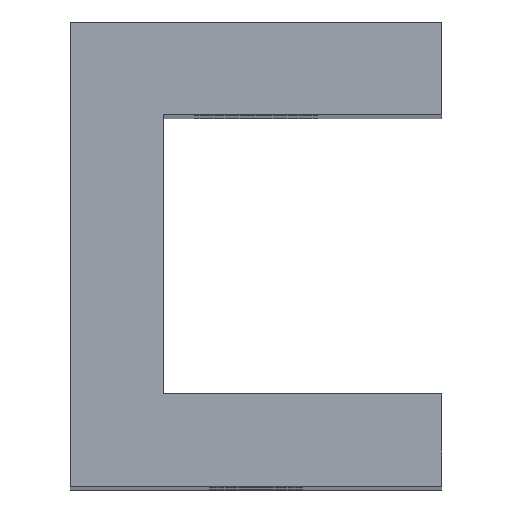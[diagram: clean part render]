
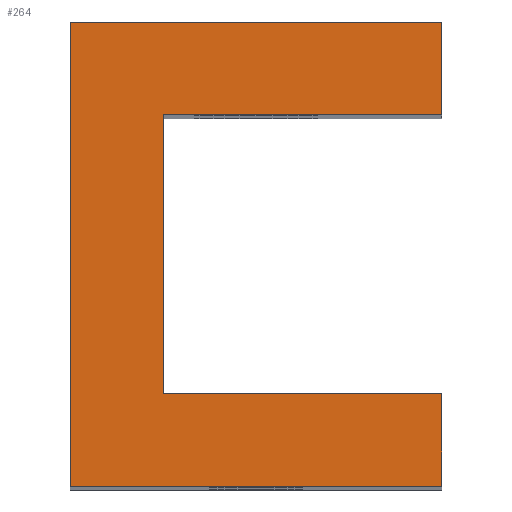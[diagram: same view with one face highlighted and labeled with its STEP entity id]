
A CAD part, top view. The second image highlights one B-rep face of the part: STEP entity #264.
In plain terms, the highlighted planar face has unit normal (0, 0, 1).
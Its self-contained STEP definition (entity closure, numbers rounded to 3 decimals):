
#16=LINE('',#409,#40);
#22=LINE('',#421,#46);
#24=LINE('',#424,#48);
#25=LINE('',#427,#49);
#26=LINE('',#429,#50);
#27=LINE('',#431,#51);
#28=LINE('',#433,#52);
#29=LINE('',#434,#53);
#40=VECTOR('',#342,10.);
#46=VECTOR('',#350,10.);
#48=VECTOR('',#354,10.);
#49=VECTOR('',#357,10.);
#50=VECTOR('',#358,10.);
#51=VECTOR('',#359,10.);
#52=VECTOR('',#360,10.);
#53=VECTOR('',#361,10.);
#66=PLANE('',#306);
#92=FACE_OUTER_BOUND('',#114,.T.);
#114=EDGE_LOOP('',(#213,#214,#215,#216,#217,#218,#219,#220));
#141=VERTEX_POINT('',#405);
#143=VERTEX_POINT('',#408);
#146=VERTEX_POINT('',#415);
#148=VERTEX_POINT('',#419);
#149=VERTEX_POINT('',#426);
#150=VERTEX_POINT('',#428);
#151=VERTEX_POINT('',#430);
#152=VERTEX_POINT('',#432);
#166=EDGE_CURVE('',#143,#141,#16,.T.);
#172=EDGE_CURVE('',#146,#148,#22,.T.);
#174=EDGE_CURVE('',#148,#143,#24,.T.);
#175=EDGE_CURVE('',#141,#149,#25,.T.);
#176=EDGE_CURVE('',#150,#149,#26,.T.);
#177=EDGE_CURVE('',#151,#150,#27,.T.);
#178=EDGE_CURVE('',#151,#152,#28,.T.);
#179=EDGE_CURVE('',#152,#146,#29,.T.);
#213=ORIENTED_EDGE('',*,*,#172,.T.);
#214=ORIENTED_EDGE('',*,*,#174,.T.);
#215=ORIENTED_EDGE('',*,*,#166,.T.);
#216=ORIENTED_EDGE('',*,*,#175,.T.);
#217=ORIENTED_EDGE('',*,*,#176,.F.);
#218=ORIENTED_EDGE('',*,*,#177,.F.);
#219=ORIENTED_EDGE('',*,*,#178,.T.);
#220=ORIENTED_EDGE('',*,*,#179,.T.);
#264=ADVANCED_FACE('',(#92),#66,.T.);
#306=AXIS2_PLACEMENT_3D('',#425,#355,#356);
#342=DIRECTION('',(1.,0.,0.));
#350=DIRECTION('',(-1.,0.,0.));
#354=DIRECTION('',(0.,1.,0.));
#355=DIRECTION('center_axis',(0.,0.,1.));
#356=DIRECTION('ref_axis',(1.,0.,0.));
#357=DIRECTION('',(0.,1.,0.));
#358=DIRECTION('',(1.,0.,0.));
#359=DIRECTION('',(0.,1.,0.));
#360=DIRECTION('',(1.,0.,0.));
#361=DIRECTION('',(0.,1.,0.));
#405=CARTESIAN_POINT('',(12.,12.,0.));
#408=CARTESIAN_POINT('',(3.,12.,0.));
#409=CARTESIAN_POINT('',(6.,12.,0.));
#415=CARTESIAN_POINT('',(12.,3.,0.));
#419=CARTESIAN_POINT('',(3.,3.,0.));
#421=CARTESIAN_POINT('',(6.,3.,0.));
#424=CARTESIAN_POINT('',(3.,3.75,0.));
#425=CARTESIAN_POINT('Origin',(0.,0.,0.));
#426=CARTESIAN_POINT('',(12.,15.,0.));
#427=CARTESIAN_POINT('',(12.,0.,0.));
#428=CARTESIAN_POINT('',(0.,15.,0.));
#429=CARTESIAN_POINT('',(0.,15.,0.));
#430=CARTESIAN_POINT('',(0.,0.,0.));
#431=CARTESIAN_POINT('',(0.,0.,0.));
#432=CARTESIAN_POINT('',(12.,0.,0.));
#433=CARTESIAN_POINT('',(0.,0.,0.));
#434=CARTESIAN_POINT('',(12.,0.,0.));
